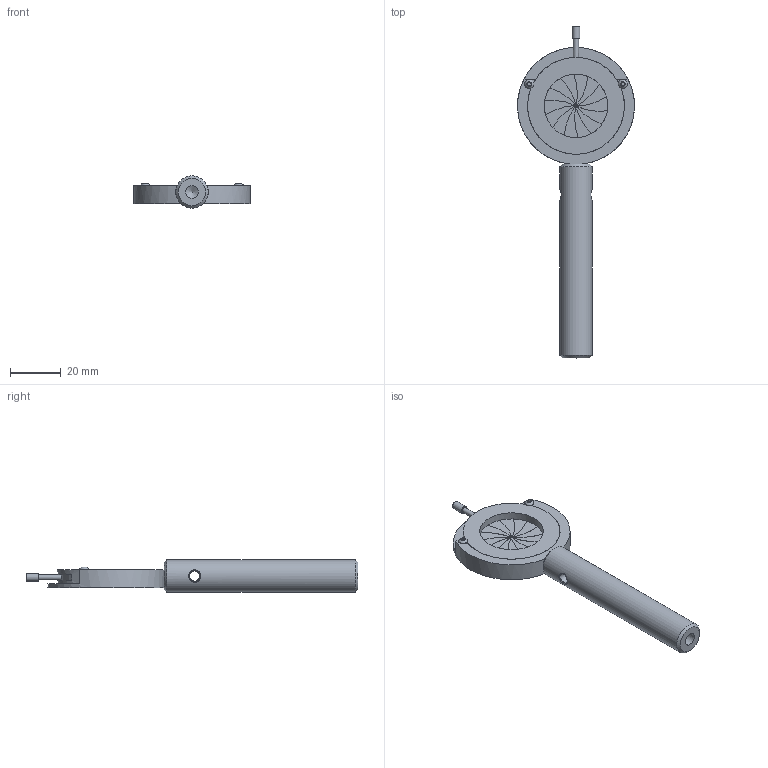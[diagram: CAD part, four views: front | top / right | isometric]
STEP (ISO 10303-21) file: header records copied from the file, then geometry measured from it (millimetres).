
FILE_DESCRIPTION (( 'STEP AP203' ), '1' );
FILE_NAME ('ID0025M.STEP', '2023-07-31T06:55:16', ( '' ), ( '' ), 'SwSTEP 2.0', 'SolidWorks 2022', '' );
FILE_SCHEMA (( 'CONFIG_CONTROL_DESIGN' ));
Length unit declared in the file: millimetre
Products named in the file (1): ID0025M
Bounding box: 45.99 x 130.51 x 12.7 mm (x, y, z)
Volume: 16062.3 mm3; surface area: 10362.9 mm2
Topology: 5 solids, 5 shells, 125 faces, 309 edges, 204 vertices
Faces by surface type: plane 66, cylinder 49, cone 6, sphere 2, bspline 2
Full cylindrical faces by diameter (mm): 0.8 x1, 1.6 x2, 2 x3, 3 x1, 3.3 x2, 3.5 x2, 4 x1, 5 x1, 12.7 x1, 25 x2, 35 x1, 38.1 x2
Entity records: 4079 total; most frequent: CARTESIAN_POINT 1053, DIRECTION 672, ORIENTED_EDGE 546, AXIS2_PLACEMENT_3D 280, EDGE_CURVE 273, VERTEX_POINT 195, EDGE_LOOP 168, CIRCLE 156
